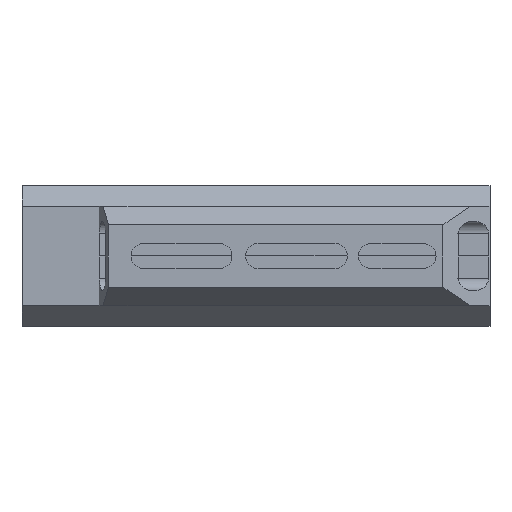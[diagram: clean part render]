
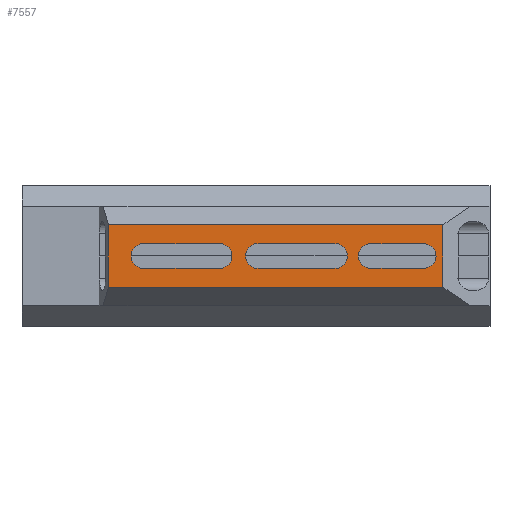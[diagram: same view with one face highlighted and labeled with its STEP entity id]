
A CAD part, front view. The second image highlights one B-rep face of the part: STEP entity #7557.
In plain terms, the highlighted planar face has unit normal (0, -1, 0).
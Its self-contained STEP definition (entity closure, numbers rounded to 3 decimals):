
#98=FACE_BOUND('',#732,.T.);
#99=FACE_BOUND('',#733,.T.);
#100=FACE_BOUND('',#734,.T.);
#150=CIRCLE('',#7913,40.);
#153=CIRCLE('',#7918,40.);
#154=CIRCLE('',#7920,40.);
#157=CIRCLE('',#7925,40.);
#158=CIRCLE('',#7927,40.);
#161=CIRCLE('',#7932,40.);
#162=CIRCLE('',#7934,40.);
#165=CIRCLE('',#7939,40.);
#166=CIRCLE('',#7941,40.);
#169=CIRCLE('',#7946,40.);
#170=CIRCLE('',#7948,40.);
#173=CIRCLE('',#7953,40.);
#358=FACE_OUTER_BOUND('',#731,.T.);
#731=EDGE_LOOP('',(#5720,#5721,#5722,#5723));
#732=EDGE_LOOP('',(#5724,#5725,#5726,#5727,#5728,#5729));
#733=EDGE_LOOP('',(#5730,#5731,#5732,#5733,#5734,#5735));
#734=EDGE_LOOP('',(#5736,#5737,#5738,#5739,#5740,#5741));
#1388=LINE('',#11257,#2374);
#1393=LINE('',#11275,#2379);
#1398=LINE('',#11293,#2384);
#1403=LINE('',#11311,#2389);
#1408=LINE('',#11329,#2394);
#1413=LINE('',#11347,#2399);
#1499=LINE('',#11649,#2485);
#1523=LINE('',#11712,#2509);
#1525=LINE('',#11717,#2511);
#1527=LINE('',#11720,#2513);
#2374=VECTOR('',#8912,10.);
#2379=VECTOR('',#8931,10.);
#2384=VECTOR('',#8950,10.);
#2389=VECTOR('',#8969,10.);
#2394=VECTOR('',#8988,10.);
#2399=VECTOR('',#9007,10.);
#2485=VECTOR('',#9215,10.);
#2509=VECTOR('',#9273,10.);
#2511=VECTOR('',#9277,10.);
#2513=VECTOR('',#9281,10.);
#3327=VERTEX_POINT('',#11246);
#3328=VERTEX_POINT('',#11248);
#3331=VERTEX_POINT('',#11256);
#3332=VERTEX_POINT('',#11260);
#3334=VERTEX_POINT('',#11266);
#3337=VERTEX_POINT('',#11274);
#3339=VERTEX_POINT('',#11282);
#3340=VERTEX_POINT('',#11284);
#3343=VERTEX_POINT('',#11292);
#3344=VERTEX_POINT('',#11296);
#3346=VERTEX_POINT('',#11302);
#3349=VERTEX_POINT('',#11310);
#3351=VERTEX_POINT('',#11318);
#3352=VERTEX_POINT('',#11320);
#3355=VERTEX_POINT('',#11328);
#3356=VERTEX_POINT('',#11332);
#3358=VERTEX_POINT('',#11338);
#3361=VERTEX_POINT('',#11346);
#3435=VERTEX_POINT('',#11647);
#3436=VERTEX_POINT('',#11648);
#3457=VERTEX_POINT('',#11708);
#3459=VERTEX_POINT('',#11714);
#4150=EDGE_CURVE('',#3327,#3328,#150,.T.);
#4154=EDGE_CURVE('',#3328,#3331,#1388,.T.);
#4158=EDGE_CURVE('',#3331,#3332,#153,.T.);
#4159=EDGE_CURVE('',#3334,#3332,#154,.T.);
#4163=EDGE_CURVE('',#3337,#3334,#1393,.T.);
#4166=EDGE_CURVE('',#3327,#3337,#157,.T.);
#4168=EDGE_CURVE('',#3339,#3340,#158,.T.);
#4172=EDGE_CURVE('',#3340,#3343,#1398,.T.);
#4176=EDGE_CURVE('',#3343,#3344,#161,.T.);
#4177=EDGE_CURVE('',#3346,#3344,#162,.T.);
#4181=EDGE_CURVE('',#3349,#3346,#1403,.T.);
#4184=EDGE_CURVE('',#3339,#3349,#165,.T.);
#4186=EDGE_CURVE('',#3351,#3352,#166,.T.);
#4190=EDGE_CURVE('',#3352,#3355,#1408,.T.);
#4194=EDGE_CURVE('',#3355,#3356,#169,.T.);
#4195=EDGE_CURVE('',#3358,#3356,#170,.T.);
#4199=EDGE_CURVE('',#3361,#3358,#1413,.T.);
#4202=EDGE_CURVE('',#3351,#3361,#173,.T.);
#4313=EDGE_CURVE('',#3435,#3436,#1499,.T.);
#4347=EDGE_CURVE('',#3435,#3457,#1523,.T.);
#4349=EDGE_CURVE('',#3436,#3459,#1525,.T.);
#4351=EDGE_CURVE('',#3457,#3459,#1527,.T.);
#5720=ORIENTED_EDGE('',*,*,#4313,.T.);
#5721=ORIENTED_EDGE('',*,*,#4349,.T.);
#5722=ORIENTED_EDGE('',*,*,#4351,.F.);
#5723=ORIENTED_EDGE('',*,*,#4347,.F.);
#5724=ORIENTED_EDGE('',*,*,#4202,.T.);
#5725=ORIENTED_EDGE('',*,*,#4199,.T.);
#5726=ORIENTED_EDGE('',*,*,#4195,.T.);
#5727=ORIENTED_EDGE('',*,*,#4194,.F.);
#5728=ORIENTED_EDGE('',*,*,#4190,.F.);
#5729=ORIENTED_EDGE('',*,*,#4186,.F.);
#5730=ORIENTED_EDGE('',*,*,#4184,.T.);
#5731=ORIENTED_EDGE('',*,*,#4181,.T.);
#5732=ORIENTED_EDGE('',*,*,#4177,.T.);
#5733=ORIENTED_EDGE('',*,*,#4176,.F.);
#5734=ORIENTED_EDGE('',*,*,#4172,.F.);
#5735=ORIENTED_EDGE('',*,*,#4168,.F.);
#5736=ORIENTED_EDGE('',*,*,#4166,.T.);
#5737=ORIENTED_EDGE('',*,*,#4163,.T.);
#5738=ORIENTED_EDGE('',*,*,#4159,.T.);
#5739=ORIENTED_EDGE('',*,*,#4158,.F.);
#5740=ORIENTED_EDGE('',*,*,#4154,.F.);
#5741=ORIENTED_EDGE('',*,*,#4150,.F.);
#7210=PLANE('',#8030);
#7557=ADVANCED_FACE('',(#358,#98,#99,#100),#7210,.F.);
#7913=AXIS2_PLACEMENT_3D('',#11249,#8904,#8905);
#7918=AXIS2_PLACEMENT_3D('',#11264,#8919,#8920);
#7920=AXIS2_PLACEMENT_3D('',#11267,#8923,#8924);
#7925=AXIS2_PLACEMENT_3D('',#11279,#8937,#8938);
#7927=AXIS2_PLACEMENT_3D('',#11285,#8942,#8943);
#7932=AXIS2_PLACEMENT_3D('',#11300,#8957,#8958);
#7934=AXIS2_PLACEMENT_3D('',#11303,#8961,#8962);
#7939=AXIS2_PLACEMENT_3D('',#11315,#8975,#8976);
#7941=AXIS2_PLACEMENT_3D('',#11321,#8980,#8981);
#7946=AXIS2_PLACEMENT_3D('',#11336,#8995,#8996);
#7948=AXIS2_PLACEMENT_3D('',#11339,#8999,#9000);
#7953=AXIS2_PLACEMENT_3D('',#11351,#9013,#9014);
#8030=AXIS2_PLACEMENT_3D('',#11719,#9279,#9280);
#8904=DIRECTION('center_axis',(0.,-1.,0.));
#8905=DIRECTION('ref_axis',(0.,0.,1.));
#8912=DIRECTION('',(1.,0.,0.002));
#8919=DIRECTION('center_axis',(0.,-1.,0.));
#8920=DIRECTION('ref_axis',(0.,0.,1.));
#8923=DIRECTION('center_axis',(0.,1.,0.));
#8924=DIRECTION('ref_axis',(0.,0.,-1.));
#8931=DIRECTION('',(1.,0.,-0.002));
#8937=DIRECTION('center_axis',(0.,1.,0.));
#8938=DIRECTION('ref_axis',(0.,0.,-1.));
#8942=DIRECTION('center_axis',(0.,-1.,0.));
#8943=DIRECTION('ref_axis',(1.,0.,0.));
#8950=DIRECTION('',(1.,0.,0.));
#8957=DIRECTION('center_axis',(0.,-1.,0.));
#8958=DIRECTION('ref_axis',(1.,0.,0.));
#8961=DIRECTION('center_axis',(0.,1.,0.));
#8962=DIRECTION('ref_axis',(1.,0.,0.));
#8969=DIRECTION('',(1.,0.,0.));
#8975=DIRECTION('center_axis',(0.,1.,0.));
#8976=DIRECTION('ref_axis',(1.,0.,0.));
#8980=DIRECTION('center_axis',(0.,-1.,0.));
#8981=DIRECTION('ref_axis',(1.,0.,0.));
#8988=DIRECTION('',(1.,0.,0.));
#8995=DIRECTION('center_axis',(0.,-1.,0.));
#8996=DIRECTION('ref_axis',(1.,0.,0.));
#8999=DIRECTION('center_axis',(0.,1.,0.));
#9000=DIRECTION('ref_axis',(1.,0.,0.));
#9007=DIRECTION('',(1.,0.,0.));
#9013=DIRECTION('center_axis',(0.,1.,0.));
#9014=DIRECTION('ref_axis',(1.,0.,0.));
#9215=DIRECTION('',(0.,0.,-1.));
#9273=DIRECTION('',(1.,0.,0.));
#9277=DIRECTION('',(1.,0.,0.));
#9279=DIRECTION('center_axis',(0.,1.,0.));
#9280=DIRECTION('ref_axis',(0.,0.,1.));
#9281=DIRECTION('',(0.,0.,-1.));
#11246=CARTESIAN_POINT('',(1302.415,1514.072,783.919));
#11248=CARTESIAN_POINT('',(1342.534,1514.072,743.981));
#11249=CARTESIAN_POINT('Origin',(1342.415,1514.072,783.981));
#11256=CARTESIAN_POINT('',(1511.633,1514.072,744.265));
#11257=CARTESIAN_POINT('',(783.381,1514.072,743.043));
#11260=CARTESIAN_POINT('',(1551.631,1514.072,783.919));
#11264=CARTESIAN_POINT('Origin',(1511.633,1514.072,784.265));
#11266=CARTESIAN_POINT('',(1511.633,1514.072,823.572));
#11267=CARTESIAN_POINT('Origin',(1511.633,1514.072,783.572));
#11274=CARTESIAN_POINT('',(1342.534,1514.072,823.856));
#11275=CARTESIAN_POINT('',(783.381,1514.072,824.794));
#11279=CARTESIAN_POINT('Origin',(1342.415,1514.072,783.856));
#11282=CARTESIAN_POINT('',(941.045,1514.072,783.919));
#11284=CARTESIAN_POINT('',(981.045,1514.072,743.943));
#11285=CARTESIAN_POINT('Origin',(981.045,1514.072,783.943));
#11292=CARTESIAN_POINT('',(1227.526,1514.072,743.943));
#11293=CARTESIAN_POINT('',(981.045,1514.072,743.943));
#11296=CARTESIAN_POINT('',(1267.526,1514.072,783.919));
#11300=CARTESIAN_POINT('Origin',(1227.526,1514.072,783.943));
#11302=CARTESIAN_POINT('',(1227.526,1514.072,823.895));
#11303=CARTESIAN_POINT('Origin',(1227.526,1514.072,783.895));
#11310=CARTESIAN_POINT('',(981.045,1514.072,823.895));
#11311=CARTESIAN_POINT('',(981.045,1514.072,823.895));
#11315=CARTESIAN_POINT('Origin',(981.045,1514.072,783.895));
#11318=CARTESIAN_POINT('',(574.39,1514.072,783.919));
#11320=CARTESIAN_POINT('',(614.39,1514.072,743.937));
#11321=CARTESIAN_POINT('Origin',(614.39,1514.072,783.937));
#11328=CARTESIAN_POINT('',(857.314,1514.072,743.937));
#11329=CARTESIAN_POINT('',(419.41,1514.072,743.937));
#11332=CARTESIAN_POINT('',(897.314,1514.072,783.919));
#11336=CARTESIAN_POINT('Origin',(857.314,1514.072,783.937));
#11338=CARTESIAN_POINT('',(857.314,1514.072,823.901));
#11339=CARTESIAN_POINT('Origin',(857.314,1514.072,783.901));
#11346=CARTESIAN_POINT('',(614.39,1514.072,823.901));
#11347=CARTESIAN_POINT('',(419.41,1514.072,823.901));
#11351=CARTESIAN_POINT('Origin',(614.39,1514.072,783.901));
#11647=CARTESIAN_POINT('',(501.557,1514.072,883.895));
#11648=CARTESIAN_POINT('',(501.557,1514.072,683.943));
#11649=CARTESIAN_POINT('',(501.557,1514.072,441.947));
#11708=CARTESIAN_POINT('',(1573.338,1514.072,883.895));
#11712=CARTESIAN_POINT('',(224.43,1514.072,883.895));
#11714=CARTESIAN_POINT('',(1573.338,1514.072,683.943));
#11717=CARTESIAN_POINT('',(224.43,1514.072,683.943));
#11719=CARTESIAN_POINT('Origin',(224.43,1514.072,683.943));
#11720=CARTESIAN_POINT('',(1573.338,1514.072,621.443));
